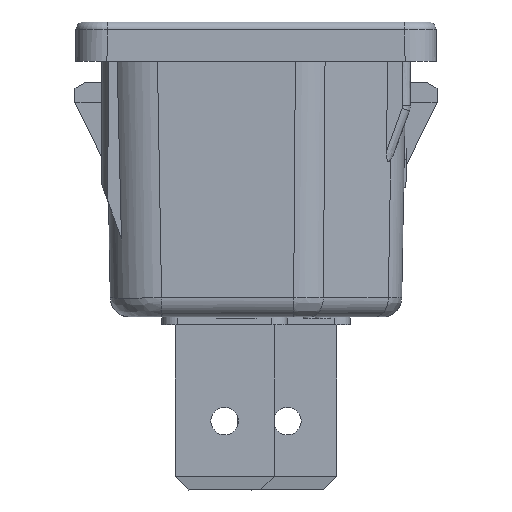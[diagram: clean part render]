
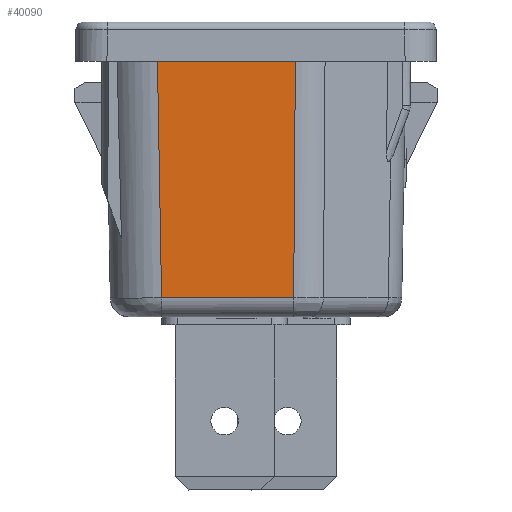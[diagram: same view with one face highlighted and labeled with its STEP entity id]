
A CAD part, left-side view. The second image highlights one B-rep face of the part: STEP entity #40090.
In plain terms, the highlighted face is planar.
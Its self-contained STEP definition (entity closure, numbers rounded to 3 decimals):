
#39620=CARTESIAN_POINT('',(0.111,11.709,0.));
#39630=DIRECTION('',(-1.,-0.017,-0.));
#39640=DIRECTION('',(-0.017,1.,0.));
#39650=AXIS2_PLACEMENT_3D('',#39620,#39630,#39640);
#39660=PLANE('',#39650);
#39670=CARTESIAN_POINT('',(-0.156,26.978,0.));
#39680=DIRECTION('',(0.,0.,1.));
#39690=VECTOR('',#39680,1.);
#39700=LINE('',#39670,#39690);
#39710=CARTESIAN_POINT('',(-0.156,26.978,-6.281)
);
#39720=VERTEX_POINT('',#39710);
#39730=CARTESIAN_POINT('',(-0.156,26.978,0.6));
#39740=VERTEX_POINT('',#39730);
#39750=EDGE_CURVE('',#39720,#39740,#39700,.T.);
#39760=ORIENTED_EDGE('',*,*,#39750,.F.);
#39770=CARTESIAN_POINT('',(-0.156,26.978,0.));
#39780=DIRECTION('',(0.,0.,1.));
#39790=VECTOR('',#39780,1.);
#39800=LINE('',#39770,#39790);
#39810=CARTESIAN_POINT('',(-0.156,26.978,2.507)
);
#39820=VERTEX_POINT('',#39810);
#39830=EDGE_CURVE('',#39740,#39820,#39800,.T.);
#39840=ORIENTED_EDGE('',*,*,#39830,.F.);
#39850=CARTESIAN_POINT('',(0.316,-0.048,
2.319));
#39860=DIRECTION('',(-0.017,1.,
0.007));
#39870=VECTOR('',#39860,1.);
#39880=LINE('',#39850,#39870);
#39890=CARTESIAN_POINT('',(0.107,11.907,
2.402));
#39900=VERTEX_POINT('',#39890);
#39910=EDGE_CURVE('',#39900,#39820,#39880,.T.);
#39920=ORIENTED_EDGE('',*,*,#39910,.T.);
#39930=CARTESIAN_POINT('',(0.107,11.907,0.));
#39940=DIRECTION('',(0.,0.,1.));
#39950=VECTOR('',#39940,1.);
#39960=LINE('',#39930,#39950);
#39970=CARTESIAN_POINT('',(0.107,11.907,
-6.018));
#39980=VERTEX_POINT('',#39970);
#39990=EDGE_CURVE('',#39980,#39900,#39960,.T.);
#40000=ORIENTED_EDGE('',*,*,#39990,.T.);
#40010=CARTESIAN_POINT('',(0.316,-0.057,
-5.809));
#40020=DIRECTION('',(0.017,-1.,
0.017));
#40030=VECTOR('',#40020,1.);
#40040=LINE('',#40010,#40030);
#40050=EDGE_CURVE('',#39720,#39980,#40040,.T.);
#40060=ORIENTED_EDGE('',*,*,#40050,.T.);
#40070=EDGE_LOOP('',(#40060,#40000,#39920,#39840,#39760));
#40080=FACE_OUTER_BOUND('',#40070,.T.);
#40090=ADVANCED_FACE('',(#40080),#39660,.T.);
